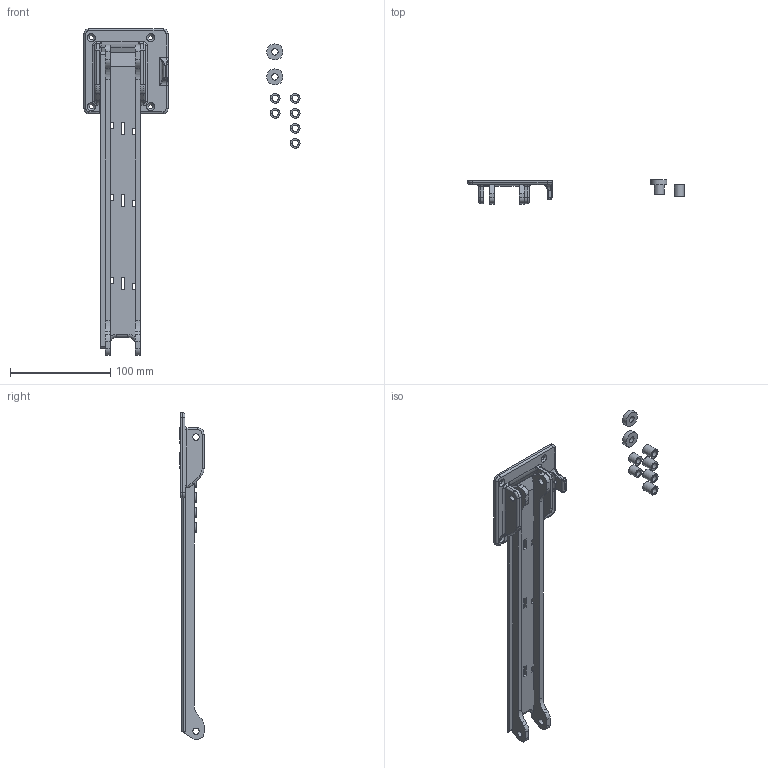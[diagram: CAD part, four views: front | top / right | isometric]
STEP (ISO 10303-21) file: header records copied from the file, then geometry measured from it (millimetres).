
FILE_DESCRIPTION(/* description */ ('','CAx-IF Rec.Pracs.---Representation and Presentation of Product Manufacturing Information (PMI)---4.0---2014-10-13'),/* implementation_level */ '2;1');
FILE_NAME(/* name */ 'Power Arm Drawer A6.step',/* time_stamp */ '2025-02-05T10:57:41-07:00',/* author */ (''),/* organization */ (''),/* preprocessor_version */ 'ST-DEVELOPER v20',/* originating_system */ 'Autodesk Translation Framework v13.20.0.188',/* authorisation */ '');
FILE_SCHEMA (('AP242_MANAGED_MODEL_BASED_3D_ENGINEERING_MIM_LF { 1 0 10303 442 1 1 4 }'));
Length unit declared in the file: millimetre
Products named in the file (1): Arm
Bounding box: 215.94 x 24 x 326.3 mm (x, y, z)
Volume: 103785.6 mm3; surface area: 58441.6 mm2
Topology: 10 solids, 10 shells, 238 faces, 622 edges, 386 vertices
Faces by surface type: plane 114, cylinder 90, torus 18, bspline 12, cone 4
Full cylindrical faces by diameter (mm): 4 x1, 4.2 x4, 6.3 x6, 6.4 x8, 9.7 x6, 16 x2
Entity records: 7863 total; most frequent: CARTESIAN_POINT 1844, DIRECTION 1253, ORIENTED_EDGE 1224, EDGE_CURVE 612, AXIS2_PLACEMENT_3D 433, LINE 387, VECTOR 387, VERTEX_POINT 386
